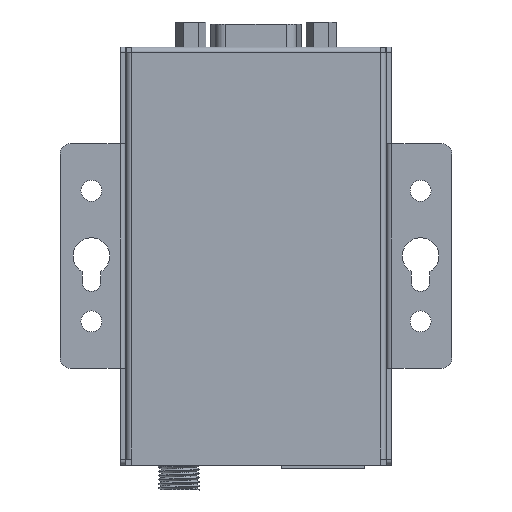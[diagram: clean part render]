
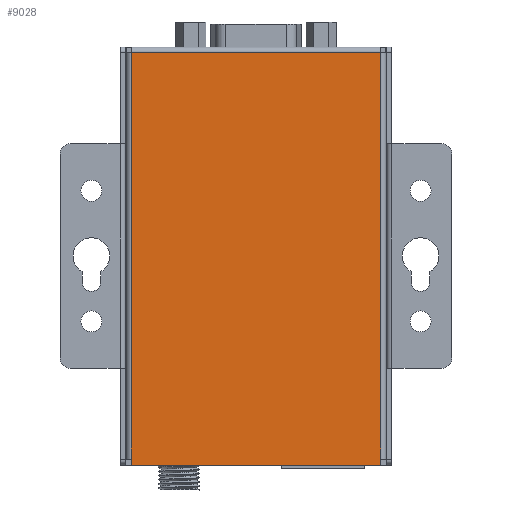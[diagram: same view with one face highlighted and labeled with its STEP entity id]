
A CAD part, front view. The second image highlights one B-rep face of the part: STEP entity #9028.
In plain terms, the highlighted planar face has unit normal (0, -1, 0).
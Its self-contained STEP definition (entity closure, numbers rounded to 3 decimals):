
#929=DIRECTION('',(1.,0.,0.));
#930=VECTOR('',#929,47.7);
#931=CARTESIAN_POINT('',(-23.85,0.,39.5));
#932=LINE('',#931,#930);
#937=DIRECTION('',(0.,0.,1.));
#938=VECTOR('',#937,1.15);
#939=CARTESIAN_POINT('',(-23.85,0.,-39.5));
#940=LINE('',#939,#938);
#1037=DIRECTION('',(0.,0.,-1.));
#1038=VECTOR('',#1037,1.15);
#1039=CARTESIAN_POINT('',(23.85,0.,-38.35));
#1040=LINE('',#1039,#1038);
#1049=DIRECTION('',(-1.,0.,0.));
#1050=VECTOR('',#1049,47.7);
#1051=CARTESIAN_POINT('',(23.85,0.,-39.5));
#1052=LINE('',#1051,#1050);
#1062=DIRECTION('',(0.,0.,-1.));
#1063=VECTOR('',#1062,77.85);
#1064=CARTESIAN_POINT('',(23.85,0.,39.5));
#1065=LINE('',#1064,#1063);
#1519=DIRECTION('',(0.,0.,1.));
#1520=VECTOR('',#1519,77.85);
#1521=CARTESIAN_POINT('',(-23.85,0.,-38.35));
#1522=LINE('',#1521,#1520);
#6263=CARTESIAN_POINT('',(23.85,0.,39.5));
#6265=VERTEX_POINT('',#6263);
#6273=CARTESIAN_POINT('',(23.85,0.,-38.35));
#6274=VERTEX_POINT('',#6273);
#6283=CARTESIAN_POINT('',(-23.85,0.,39.5));
#6284=VERTEX_POINT('',#6283);
#6293=CARTESIAN_POINT('',(23.85,0.,-39.5));
#6294=VERTEX_POINT('',#6293);
#6313=CARTESIAN_POINT('',(-23.85,0.,-38.35));
#6314=VERTEX_POINT('',#6313);
#6321=CARTESIAN_POINT('',(-23.85,0.,-39.5));
#6322=VERTEX_POINT('',#6321);
#9010=CARTESIAN_POINT('',(0.,0.,0.));
#9011=DIRECTION('',(0.,1.,0.));
#9012=DIRECTION('',(1.,0.,0.));
#9013=AXIS2_PLACEMENT_3D('',#9010,#9011,#9012);
#9014=PLANE('',#9013);
#9016=ORIENTED_EDGE('',*,*,#9015,.T.);
#9018=ORIENTED_EDGE('',*,*,#9017,.T.);
#9019=ORIENTED_EDGE('',*,*,#9001,.T.);
#9021=ORIENTED_EDGE('',*,*,#9020,.T.);
#9023=ORIENTED_EDGE('',*,*,#9022,.T.);
#9025=ORIENTED_EDGE('',*,*,#9024,.T.);
#9026=EDGE_LOOP('',(#9016,#9018,#9019,#9021,#9023,#9025));
#9027=FACE_OUTER_BOUND('',#9026,.F.);
#9001=EDGE_CURVE('',#6284,#6265,#932,.T.);
#9015=EDGE_CURVE('',#6322,#6314,#940,.T.);
#9017=EDGE_CURVE('',#6314,#6284,#1522,.T.);
#9020=EDGE_CURVE('',#6265,#6274,#1065,.T.);
#9022=EDGE_CURVE('',#6274,#6294,#1040,.T.);
#9024=EDGE_CURVE('',#6294,#6322,#1052,.T.);
#9028=ADVANCED_FACE('',(#9027),#9014,.F.);
